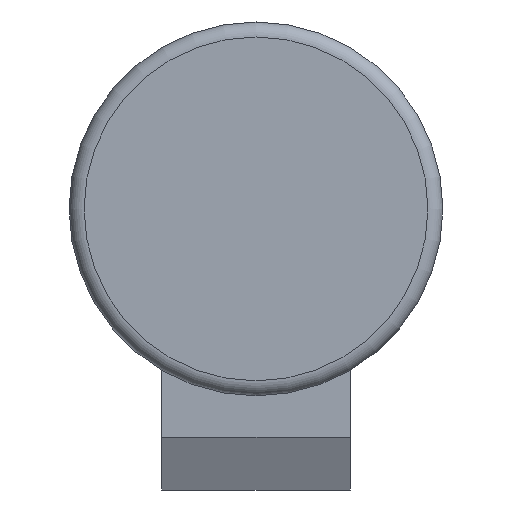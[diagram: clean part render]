
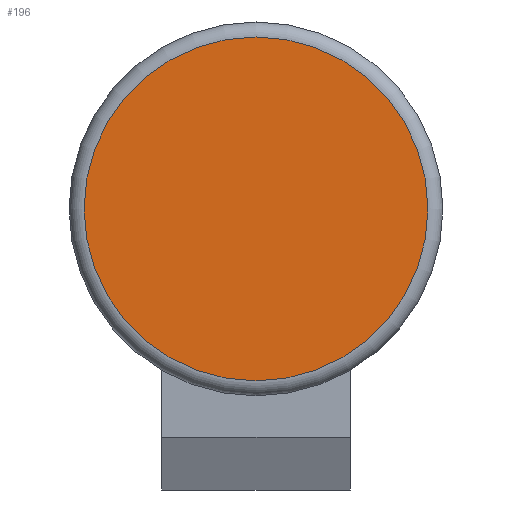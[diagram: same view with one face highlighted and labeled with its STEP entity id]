
A CAD part, left-side view. The second image highlights one B-rep face of the part: STEP entity #196.
In plain terms, the highlighted planar face has unit normal (-1, 0, 0).
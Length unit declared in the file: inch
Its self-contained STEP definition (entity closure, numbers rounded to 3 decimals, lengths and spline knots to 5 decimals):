
#29=CIRCLE('',#233,0.345);
#43=FACE_OUTER_BOUND('',#54,.T.);
#54=EDGE_LOOP('',(#179));
#96=VERTEX_POINT('',#365);
#121=EDGE_CURVE('',#96,#96,#29,.T.);
#179=ORIENTED_EDGE('',*,*,#121,.F.);
#185=PLANE('',#240);
#196=ADVANCED_FACE('',(#43),#185,.T.);
#233=AXIS2_PLACEMENT_3D('',#367,#286,#287);
#240=AXIS2_PLACEMENT_3D('',#377,#301,#302);
#286=DIRECTION('center_axis',(1.,0.,0.));
#287=DIRECTION('ref_axis',(0.,0.,-1.));
#301=DIRECTION('center_axis',(-1.,0.,0.));
#302=DIRECTION('ref_axis',(0.,0.,1.));
#365=CARTESIAN_POINT('',(-6.,0.,0.345));
#367=CARTESIAN_POINT('Origin',(-6.,0.,0.));
#377=CARTESIAN_POINT('Origin',(-6.,0.345,0.));
